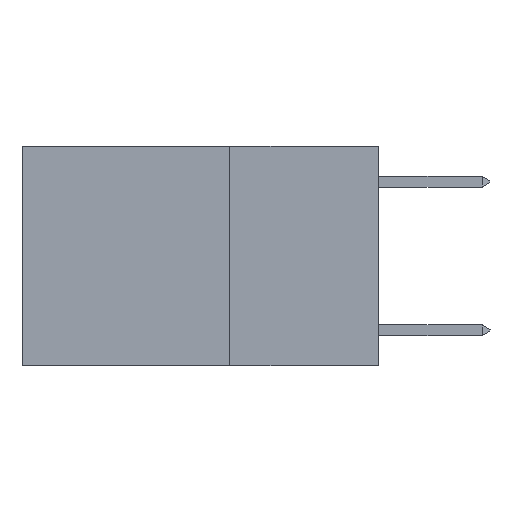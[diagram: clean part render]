
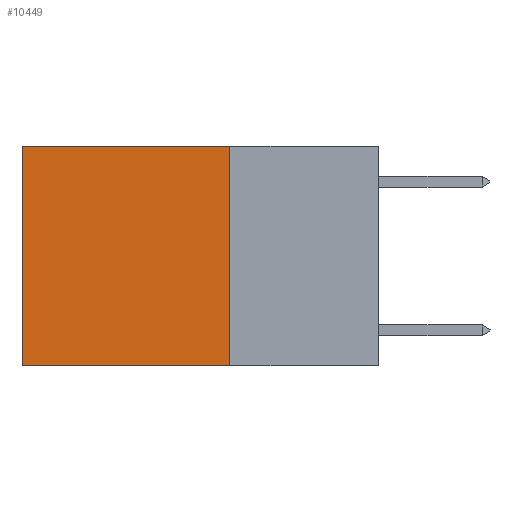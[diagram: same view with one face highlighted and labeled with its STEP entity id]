
A CAD part, left-side view. The second image highlights one B-rep face of the part: STEP entity #10449.
In plain terms, the highlighted planar face has unit normal (-1, 0, 0).
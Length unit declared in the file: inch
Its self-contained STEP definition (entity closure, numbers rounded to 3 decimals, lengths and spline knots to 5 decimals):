
#1656 = VECTOR ( 'NONE', #7873, 39.37008 ) ;
#2525 = VECTOR ( 'NONE', #5666, 39.37008 ) ;
#2553 = VECTOR ( 'NONE', #22872, 39.37008 ) ;
#2713 = LINE ( 'NONE', #24747, #2525 ) ;
#3849 = CARTESIAN_POINT ( 'NONE',  ( 0.2625, 0.25, 0. ) ) ;
#4176 = LINE ( 'NONE', #13707, #20563 ) ;
#5013 = DIRECTION ( 'NONE',  ( 0., 0., -1. ) ) ;
#5212 = ORIENTED_EDGE ( 'NONE', *, *, #16276, .T. ) ;
#5666 = DIRECTION ( 'NONE',  ( 0., 1., 0. ) ) ;
#5966 = AXIS2_PLACEMENT_3D ( 'NONE', #14741, #16616, #5013 ) ;
#6731 = VERTEX_POINT ( 'NONE', #13319 ) ;
#7873 = DIRECTION ( 'NONE',  ( 0., 0., -1. ) ) ;
#7877 = LINE ( 'NONE', #9585, #2553 ) ;
#9395 = EDGE_CURVE ( 'NONE', #24503, #6731, #2713, .T. ) ;
#9585 = CARTESIAN_POINT ( 'NONE',  ( 0.2625, 0.25, 0. ) ) ;
#9843 = CARTESIAN_POINT ( 'NONE',  ( 0.2625, 0.25, -0.37 ) ) ;
#10052 = EDGE_LOOP ( 'NONE', ( #5212, #13852, #11667, #23863 ) ) ;
#10449 = ADVANCED_FACE ( 'NONE', ( #11063 ), #12799, .F. ) ;
#11063 = FACE_OUTER_BOUND ( 'NONE', #10052, .T. ) ;
#11667 = ORIENTED_EDGE ( 'NONE', *, *, #19535, .F. ) ;
#12799 = PLANE ( 'NONE',  #5966 ) ;
#13319 = CARTESIAN_POINT ( 'NONE',  ( 0.2625, 0.6, -0.37 ) ) ;
#13707 = CARTESIAN_POINT ( 'NONE',  ( 0.2625, 0.6, 0. ) ) ;
#13852 = ORIENTED_EDGE ( 'NONE', *, *, #9395, .F. ) ;
#14741 = CARTESIAN_POINT ( 'NONE',  ( 0.2625, 0.25, 0. ) ) ;
#16276 = EDGE_CURVE ( 'NONE', #24830, #6731, #4176, .T. ) ;
#16461 = CARTESIAN_POINT ( 'NONE',  ( 0.2625, 0.6, 0. ) ) ;
#16616 = DIRECTION ( 'NONE',  ( 1., 0., 0. ) ) ;
#19535 = EDGE_CURVE ( 'NONE', #23299, #24503, #22245, .T. ) ;
#20092 = EDGE_CURVE ( 'NONE', #23299, #24830, #7877, .T. ) ;
#20563 = VECTOR ( 'NONE', #23210, 39.37008 ) ;
#20619 = CARTESIAN_POINT ( 'NONE',  ( 0.2625, 0.25, 0. ) ) ;
#22245 = LINE ( 'NONE', #3849, #1656 ) ;
#22872 = DIRECTION ( 'NONE',  ( 0., 1., 0. ) ) ;
#23210 = DIRECTION ( 'NONE',  ( 0., 0., -1. ) ) ;
#23299 = VERTEX_POINT ( 'NONE', #20619 ) ;
#23863 = ORIENTED_EDGE ( 'NONE', *, *, #20092, .T. ) ;
#24503 = VERTEX_POINT ( 'NONE', #9843 ) ;
#24747 = CARTESIAN_POINT ( 'NONE',  ( 0.2625, 0.25, -0.37 ) ) ;
#24830 = VERTEX_POINT ( 'NONE', #16461 ) ;
